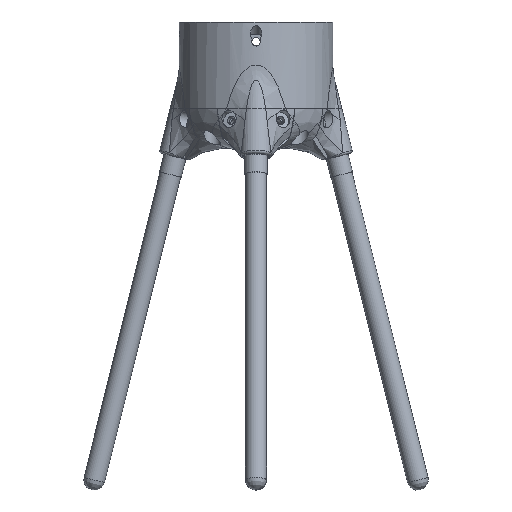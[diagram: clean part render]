
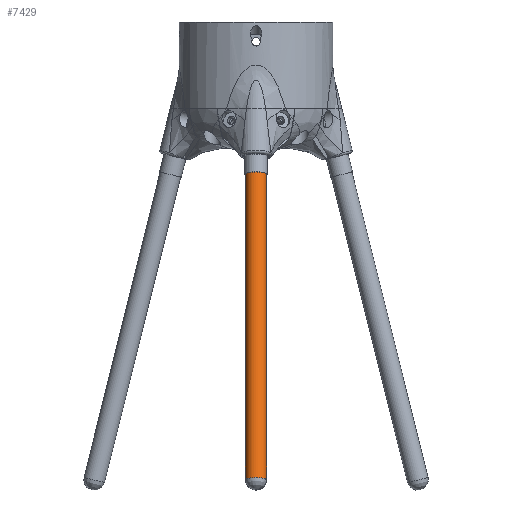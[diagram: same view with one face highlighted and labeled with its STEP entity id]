
A CAD part, left-side view. The second image highlights one B-rep face of the part: STEP entity #7429.
In plain terms, the highlighted cylindrical face has radius 4.25 mm (diameter 8.5 mm), a full revolution.
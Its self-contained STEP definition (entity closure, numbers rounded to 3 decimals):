
#798=LINE('',#10821,#1364);
#1364=VECTOR('',#8819,4.25);
#1906=CYLINDRICAL_SURFACE('',#7949,4.25);
#2059=FACE_OUTER_BOUND('',#2519,.T.);
#2519=EDGE_LOOP('',(#5303,#5304,#5305,#5306,#5307));
#3041=CIRCLE('',#7947,4.25);
#3042=CIRCLE('',#7948,4.25);
#3043=CIRCLE('',#7950,4.25);
#3325=VERTEX_POINT('',#10814);
#3326=VERTEX_POINT('',#10816);
#3327=VERTEX_POINT('',#10820);
#4089=EDGE_CURVE('',#3325,#3326,#3041,.T.);
#4090=EDGE_CURVE('',#3326,#3325,#3042,.T.);
#4091=EDGE_CURVE('',#3326,#3327,#798,.T.);
#4092=EDGE_CURVE('',#3327,#3327,#3043,.T.);
#5303=ORIENTED_EDGE('',*,*,#4090,.F.);
#5304=ORIENTED_EDGE('',*,*,#4091,.T.);
#5305=ORIENTED_EDGE('',*,*,#4092,.T.);
#5306=ORIENTED_EDGE('',*,*,#4091,.F.);
#5307=ORIENTED_EDGE('',*,*,#4089,.F.);
#7429=ADVANCED_FACE('',(#2059),#1906,.T.);
#7947=AXIS2_PLACEMENT_3D('',#10817,#8813,#8814);
#7948=AXIS2_PLACEMENT_3D('',#10818,#8815,#8816);
#7949=AXIS2_PLACEMENT_3D('',#10819,#8817,#8818);
#7950=AXIS2_PLACEMENT_3D('',#10822,#8820,#8821);
#8813=DIRECTION('center_axis',(0.,0.,-1.));
#8814=DIRECTION('ref_axis',(1.,0.,0.));
#8815=DIRECTION('center_axis',(0.,0.,-1.));
#8816=DIRECTION('ref_axis',(1.,0.,0.));
#8817=DIRECTION('center_axis',(0.,0.,-1.));
#8818=DIRECTION('ref_axis',(1.,0.,0.));
#8819=DIRECTION('',(0.,0.,1.));
#8820=DIRECTION('center_axis',(0.,0.,-1.));
#8821=DIRECTION('ref_axis',(1.,0.,0.));
#10814=CARTESIAN_POINT('',(4.25,0.,-131.));
#10816=CARTESIAN_POINT('',(-4.25,0.,-131.));
#10817=CARTESIAN_POINT('Origin',(0.,0.,-131.));
#10818=CARTESIAN_POINT('Origin',(0.,0.,-131.));
#10819=CARTESIAN_POINT('Origin',(0.,0.,0.));
#10820=CARTESIAN_POINT('',(-4.25,0.,-4.));
#10821=CARTESIAN_POINT('',(-4.25,0.,0.));
#10822=CARTESIAN_POINT('Origin',(0.,0.,-4.));
